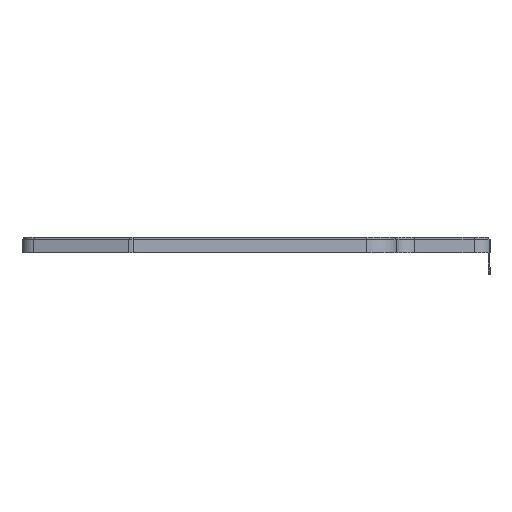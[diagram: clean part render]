
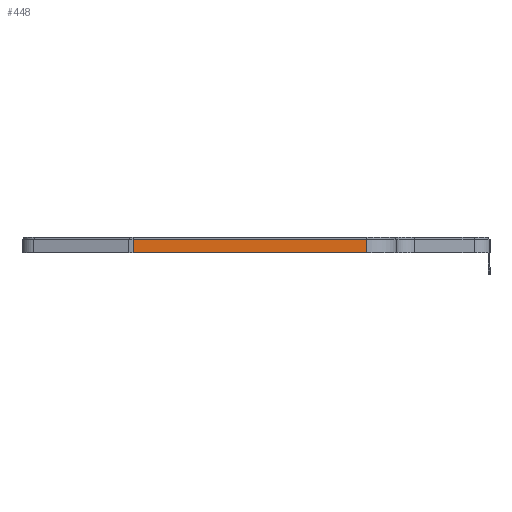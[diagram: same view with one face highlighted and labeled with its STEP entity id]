
A CAD part, left-side view. The second image highlights one B-rep face of the part: STEP entity #448.
In plain terms, the highlighted planar face has unit normal (-1, 0, 0).
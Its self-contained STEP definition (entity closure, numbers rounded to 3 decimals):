
#47 = CARTESIAN_POINT ( 'NONE',  ( -4.604, -1.69, 1. ) ) ;
#94 = CARTESIAN_POINT ( 'NONE',  ( -4.604, 13.098, 0. ) ) ;
#128 = CARTESIAN_POINT ( 'NONE',  ( -4.604, 13.098, 0.85 ) ) ;
#244 = VECTOR ( 'NONE', #510, 1000. ) ;
#289 = CARTESIAN_POINT ( 'NONE',  ( -4.604, 5.95, 1. ) ) ;
#305 = AXIS2_PLACEMENT_3D ( 'NONE', #289, #823, #1643 ) ;
#418 = CARTESIAN_POINT ( 'NONE',  ( -4.604, 13.098, 1. ) ) ;
#448 = ADVANCED_FACE ( 'NONE', ( #834 ), #690, .F. ) ;
#471 = DIRECTION ( 'NONE',  ( 0., 0., -1. ) ) ;
#510 = DIRECTION ( 'NONE',  ( 0., -1., 0. ) ) ;
#623 = VERTEX_POINT ( 'NONE', #94 ) ;
#690 = PLANE ( 'NONE',  #305 ) ;
#691 = ORIENTED_EDGE ( 'NONE', *, *, #1292, .T. ) ;
#707 = VERTEX_POINT ( 'NONE', #1050 ) ;
#794 = DIRECTION ( 'NONE',  ( 0., 0., -1. ) ) ;
#804 = LINE ( 'NONE', #1761, #1410 ) ;
#823 = DIRECTION ( 'NONE',  ( 1., 0., 0. ) ) ;
#834 = FACE_OUTER_BOUND ( 'NONE', #1787, .T. ) ;
#842 = VERTEX_POINT ( 'NONE', #128 ) ;
#849 = ORIENTED_EDGE ( 'NONE', *, *, #1074, .F. ) ;
#859 = ORIENTED_EDGE ( 'NONE', *, *, #1215, .T. ) ;
#918 = LINE ( 'NONE', #1475, #244 ) ;
#963 = VERTEX_POINT ( 'NONE', #1304 ) ;
#1048 = LINE ( 'NONE', #418, #1778 ) ;
#1050 = CARTESIAN_POINT ( 'NONE',  ( -4.604, -1.69, 0. ) ) ;
#1074 = EDGE_CURVE ( 'NONE', #842, #963, #918, .T. ) ;
#1197 = VECTOR ( 'NONE', #471, 1000. ) ;
#1215 = EDGE_CURVE ( 'NONE', #842, #623, #1048, .T. ) ;
#1272 = LINE ( 'NONE', #47, #1197 ) ;
#1292 = EDGE_CURVE ( 'NONE', #623, #707, #804, .T. ) ;
#1304 = CARTESIAN_POINT ( 'NONE',  ( -4.604, -1.69, 0.85 ) ) ;
#1339 = DIRECTION ( 'NONE',  ( 0., -1., 0. ) ) ;
#1410 = VECTOR ( 'NONE', #1339, 1000. ) ;
#1427 = EDGE_CURVE ( 'NONE', #963, #707, #1272, .T. ) ;
#1475 = CARTESIAN_POINT ( 'NONE',  ( -4.604, 13.098, 0.85 ) ) ;
#1507 = ORIENTED_EDGE ( 'NONE', *, *, #1427, .F. ) ;
#1643 = DIRECTION ( 'NONE',  ( 0., 0., -1. ) ) ;
#1761 = CARTESIAN_POINT ( 'NONE',  ( -4.604, 5.95, 0. ) ) ;
#1778 = VECTOR ( 'NONE', #794, 1000. ) ;
#1787 = EDGE_LOOP ( 'NONE', ( #849, #859, #691, #1507 ) ) ;
